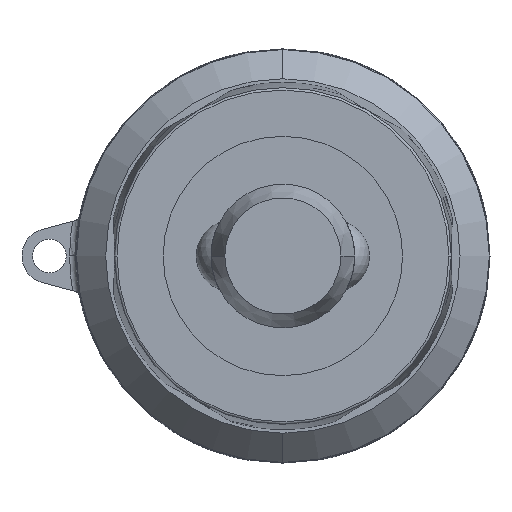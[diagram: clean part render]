
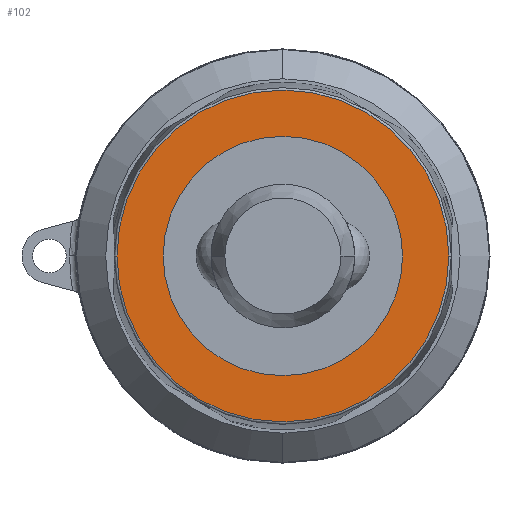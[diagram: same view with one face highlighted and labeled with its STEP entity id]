
A CAD part, left-side view. The second image highlights one B-rep face of the part: STEP entity #102.
In plain terms, the highlighted planar face has unit normal (-1, 0, 0).
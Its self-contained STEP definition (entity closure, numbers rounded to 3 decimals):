
#102=ADVANCED_FACE('',(#255,#256),#257,.T.);
#255=FACE_BOUND('',#438,.T.);
#256=FACE_OUTER_BOUND('',#439,.T.);
#257=PLANE('',#440);
#438=EDGE_LOOP('',(#961,#962));
#439=EDGE_LOOP('',(#963,#964,#965));
#440=AXIS2_PLACEMENT_3D('',#966,#967,#968);
#961=ORIENTED_EDGE('',*,*,#1170,.T.);
#962=ORIENTED_EDGE('',*,*,#1335,.T.);
#963=ORIENTED_EDGE('',*,*,#1226,.F.);
#964=ORIENTED_EDGE('',*,*,#1225,.F.);
#965=ORIENTED_EDGE('',*,*,#1334,.F.);
#966=CARTESIAN_POINT('',(0.5,0.,-12.024));
#967=DIRECTION('',(-1.0,0.0,0.0));
#968=DIRECTION('',(0.0,1.0,0.));
#1170=EDGE_CURVE('',#1388,#1392,#1394,.T.);
#1225=EDGE_CURVE('',#1500,#1503,#1504,.T.);
#1226=EDGE_CURVE('',#1503,#1505,#1506,.T.);
#1334=EDGE_CURVE('',#1505,#1500,#1668,.T.);
#1335=EDGE_CURVE('',#1392,#1388,#1669,.T.);
#1388=VERTEX_POINT('',#1799);
#1392=VERTEX_POINT('',#1804);
#1394=CIRCLE('',#1807,10.0);
#1500=VERTEX_POINT('',#2289);
#1503=VERTEX_POINT('',#2292);
#1504=CIRCLE('',#2293,13.862);
#1505=VERTEX_POINT('',#2294);
#1506=CIRCLE('',#2295,13.862);
#1668=CIRCLE('',#3072,13.862);
#1669=CIRCLE('',#3073,10.0);
#1799=CARTESIAN_POINT('',(0.5,0.,-10.0));
#1804=CARTESIAN_POINT('',(0.5,0.,10.0));
#1807=AXIS2_PLACEMENT_3D('',#3130,#3131,#3132);
#2289=CARTESIAN_POINT('',(0.5,-13.862,0.));
#2292=CARTESIAN_POINT('',(0.5,0.,-13.862));
#2293=AXIS2_PLACEMENT_3D('',#3221,#3222,#3223);
#2294=CARTESIAN_POINT('',(0.5,13.862,0.));
#2295=AXIS2_PLACEMENT_3D('',#3224,#3225,#3226);
#3072=AXIS2_PLACEMENT_3D('',#3389,#3390,#3391);
#3073=AXIS2_PLACEMENT_3D('',#3392,#3393,#3394);
#3130=CARTESIAN_POINT('',(0.5,0.0,0.0));
#3131=DIRECTION('',(1.0,0.0,0.0));
#3132=DIRECTION('',(0.0,0.,-1.0));
#3221=CARTESIAN_POINT('',(0.5,0.0,0.0));
#3222=DIRECTION('',(1.0,0.0,-0.0));
#3223=DIRECTION('',(0.0,0.,1.0));
#3224=CARTESIAN_POINT('',(0.5,0.0,0.0));
#3225=DIRECTION('',(1.0,0.0,-0.0));
#3226=DIRECTION('',(0.0,0.,1.0));
#3389=CARTESIAN_POINT('',(0.5,0.0,0.0));
#3390=DIRECTION('',(1.0,0.0,-0.0));
#3391=DIRECTION('',(0.0,0.,1.0));
#3392=CARTESIAN_POINT('',(0.5,0.0,0.0));
#3393=DIRECTION('',(1.0,0.0,0.0));
#3394=DIRECTION('',(0.0,0.,-1.0));
